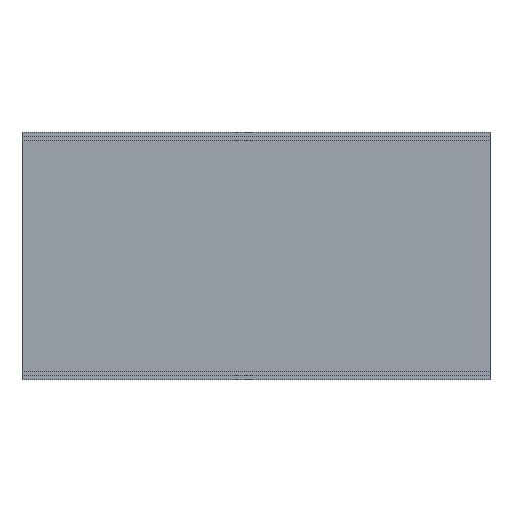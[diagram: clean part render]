
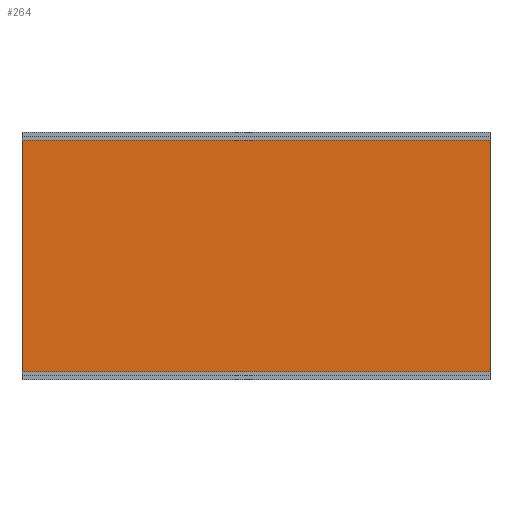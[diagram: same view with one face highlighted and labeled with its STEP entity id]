
A CAD part, front view. The second image highlights one B-rep face of the part: STEP entity #264.
In plain terms, the highlighted planar face has unit normal (0, -1, 0).
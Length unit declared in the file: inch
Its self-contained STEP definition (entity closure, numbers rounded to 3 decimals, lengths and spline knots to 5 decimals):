
#18=FACE_OUTER_BOUND('',#32,.T.);
#32=EDGE_LOOP('',(#203,#204,#205,#206));
#52=LINE('',#391,#88);
#56=LINE('',#400,#92);
#67=LINE('',#421,#103);
#69=LINE('',#424,#105);
#88=VECTOR('',#316,0.3937);
#92=VECTOR('',#322,0.3937);
#103=VECTOR('',#335,0.3937);
#105=VECTOR('',#339,0.3937);
#124=VERTEX_POINT('',#388);
#125=VERTEX_POINT('',#390);
#127=VERTEX_POINT('',#396);
#129=VERTEX_POINT('',#399);
#148=EDGE_CURVE('',#125,#124,#52,.T.);
#152=EDGE_CURVE('',#129,#127,#56,.T.);
#163=EDGE_CURVE('',#127,#125,#67,.T.);
#165=EDGE_CURVE('',#124,#129,#69,.T.);
#203=ORIENTED_EDGE('',*,*,#148,.T.);
#204=ORIENTED_EDGE('',*,*,#165,.T.);
#205=ORIENTED_EDGE('',*,*,#152,.T.);
#206=ORIENTED_EDGE('',*,*,#163,.T.);
#250=PLANE('',#292);
#264=ADVANCED_FACE('',(#18),#250,.T.);
#292=AXIS2_PLACEMENT_3D('',#423,#337,#338);
#316=DIRECTION('',(0.,0.,-1.));
#322=DIRECTION('',(0.,0.,1.));
#335=DIRECTION('',(-1.,0.,0.));
#337=DIRECTION('center_axis',(0.,-1.,0.));
#338=DIRECTION('ref_axis',(-1.,0.,0.));
#339=DIRECTION('',(1.,0.,0.));
#388=CARTESIAN_POINT('',(-77.91667,116.,-19.375));
#390=CARTESIAN_POINT('',(-77.91667,116.,-0.625));
#391=CARTESIAN_POINT('',(-77.91667,116.,0.));
#396=CARTESIAN_POINT('',(-40.08333,116.,-0.625));
#399=CARTESIAN_POINT('',(-40.08333,116.,-19.375));
#400=CARTESIAN_POINT('',(-40.08333,116.,0.));
#421=CARTESIAN_POINT('',(-59.,116.,-0.625));
#423=CARTESIAN_POINT('Origin',(0.,116.,0.));
#424=CARTESIAN_POINT('',(-59.,116.,-19.375));
